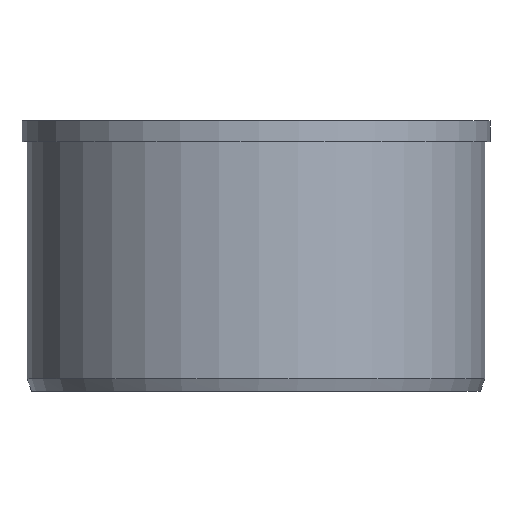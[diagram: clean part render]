
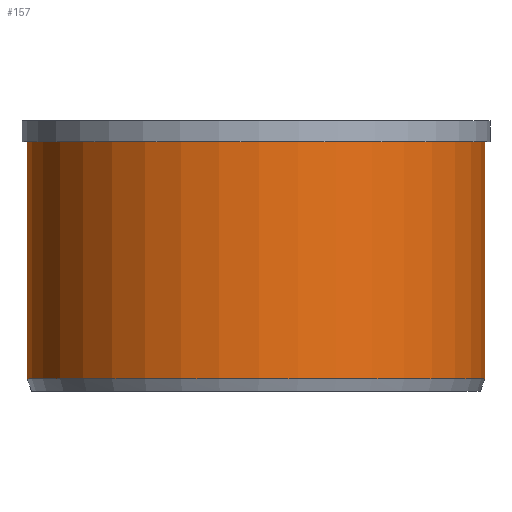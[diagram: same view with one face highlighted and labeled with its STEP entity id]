
A CAD part, front view. The second image highlights one B-rep face of the part: STEP entity #157.
In plain terms, the highlighted cylindrical face has radius 22 mm (diameter 44 mm), a partial arc.
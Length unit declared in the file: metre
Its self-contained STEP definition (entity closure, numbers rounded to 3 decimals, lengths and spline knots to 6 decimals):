
#157=ADVANCED_FACE('',(#173),#174,.T.);
#173=FACE_OUTER_BOUND('',#194,.T.);
#174=CYLINDRICAL_SURFACE('',#195,0.022);
#194=EDGE_LOOP('',(#238,#239,#240,#241));
#195=AXIS2_PLACEMENT_3D('',#242,#243,#244);
#238=ORIENTED_EDGE('',*,*,#299,.T.);
#239=ORIENTED_EDGE('',*,*,#300,.T.);
#240=ORIENTED_EDGE('',*,*,#295,.F.);
#241=ORIENTED_EDGE('',*,*,#288,.F.);
#242=CARTESIAN_POINT('',(0.0,0.0,0.0));
#243=DIRECTION('',(0.0,0.,-1.0));
#244=DIRECTION('',(0.0,1.0,0.));
#288=EDGE_CURVE('',#315,#317,#318,.T.);
#295=EDGE_CURVE('',#317,#329,#330,.T.);
#299=EDGE_CURVE('',#315,#335,#336,.T.);
#300=EDGE_CURVE('',#335,#329,#337,.T.);
#315=VERTEX_POINT('',#358);
#317=VERTEX_POINT('',#361);
#318=LINE('',#362,#363);
#329=VERTEX_POINT('',#384);
#330=CIRCLE('',#385,0.022);
#335=VERTEX_POINT('',#394);
#336=CIRCLE('',#395,0.022);
#337=LINE('',#396,#397);
#358=CARTESIAN_POINT('',(0.021994,-0.000528,0.024));
#361=CARTESIAN_POINT('',(0.021994,-0.000528,0.0012));
#362=CARTESIAN_POINT('',(0.021994,-0.000528,0.));
#363=VECTOR('',#416,1.0);
#384=CARTESIAN_POINT('',(0.021994,0.000528,0.0012));
#385=AXIS2_PLACEMENT_3D('',#424,#425,#426);
#394=CARTESIAN_POINT('',(0.021994,0.000528,0.024));
#395=AXIS2_PLACEMENT_3D('',#431,#432,#433);
#396=CARTESIAN_POINT('',(0.021994,0.000528,0.));
#397=VECTOR('',#434,1.0);
#416=DIRECTION('',(0.0,0.,-1.0));
#424=CARTESIAN_POINT('',(0.0,0.0,0.0012));
#425=DIRECTION('',(0.0,0.,-1.0));
#426=DIRECTION('',(0.0,1.0,0.));
#431=CARTESIAN_POINT('',(0.0,0.0,0.024));
#432=DIRECTION('',(0.0,0.,-1.0));
#433=DIRECTION('',(0.0,1.0,0.));
#434=DIRECTION('',(0.0,0.,-1.0));
